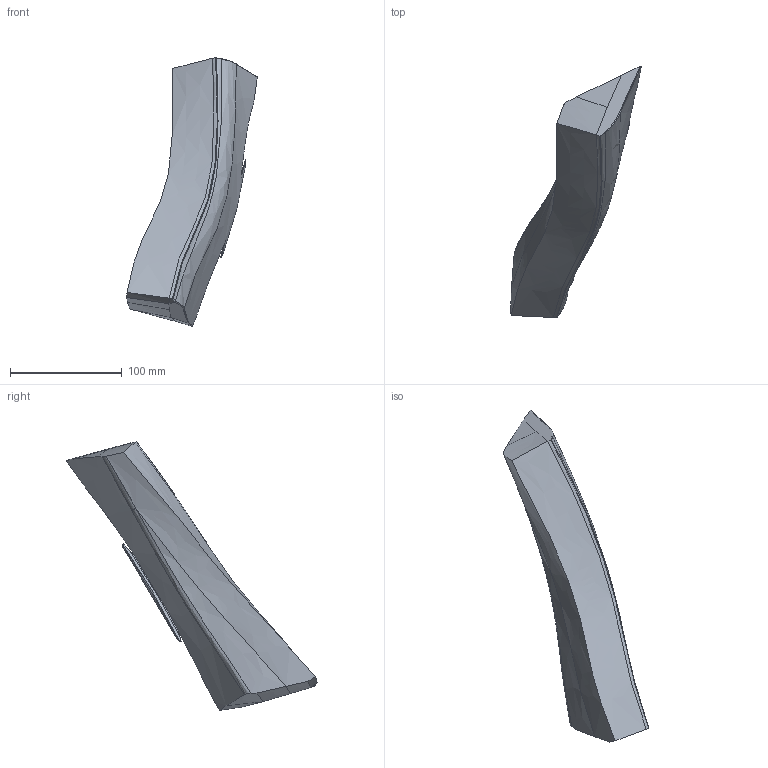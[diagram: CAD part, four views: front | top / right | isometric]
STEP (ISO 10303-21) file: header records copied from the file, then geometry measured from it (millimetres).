
FILE_DESCRIPTION((''),'2;1');
FILE_NAME('SE141-149','2006-08-18T',('xdw'),('ORNL/UT-Battelle'),'PRO/ENGINEER BY PARAMETRIC TECHNOLOGY CORPORATION, 2005310','PRO/ENGINEER BY PARAMETRIC TECHNOLOGY CORPORATION, 2005310','');
FILE_SCHEMA(('CONFIG_CONTROL_DESIGN'));
Length unit declared in the file: inch
Products named in the file (1): SE141-149
Bounding box: 116.64 x 224.52 x 240.04 mm (x, y, z)
Volume: 737692.1 mm3; surface area: 64590.8 mm2
Topology: 1 solids, 1 shells, 36 faces, 94 edges, 60 vertices
Faces by surface type: bspline 34, plane 2
Entity records: 2829 total; most frequent: CARTESIAN_POINT 2179, ORIENTED_EDGE 188, EDGE_CURVE 94, B_SPLINE_CURVE_WITH_KNOTS 81, VERTEX_POINT 60, EDGE_LOOP 36, FACE_OUTER_BOUND 36, ADVANCED_FACE 36
